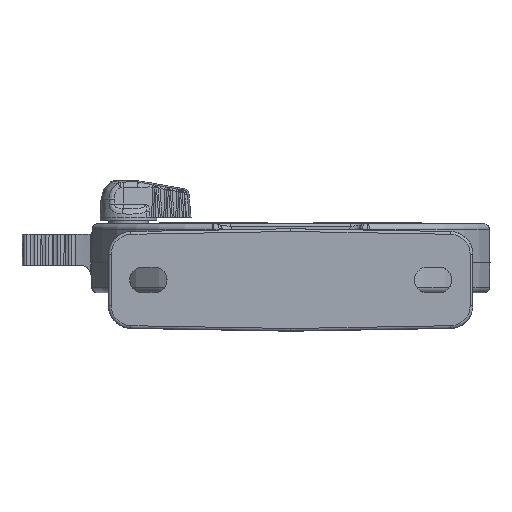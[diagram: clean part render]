
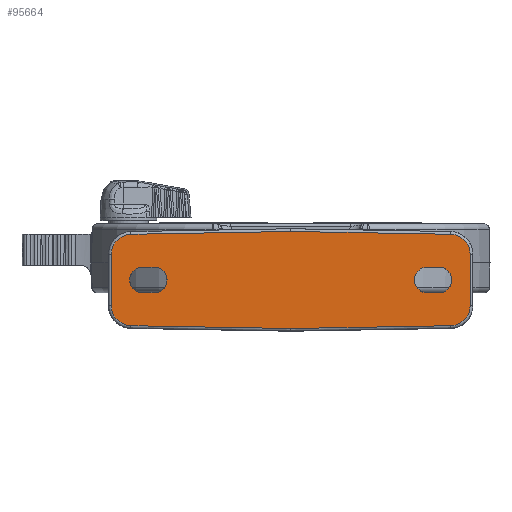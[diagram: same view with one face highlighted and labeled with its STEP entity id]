
A CAD part, left-side view. The second image highlights one B-rep face of the part: STEP entity #95664.
In plain terms, the highlighted planar face has unit normal (-1, 0, 0).
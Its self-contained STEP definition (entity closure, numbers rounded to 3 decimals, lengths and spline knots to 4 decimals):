
#6272=FACE_BOUND('',#40031,.T.);
#6273=FACE_BOUND('',#40032,.T.);
#18187=LINE('',#173356,#26718);
#18190=LINE('',#173373,#26721);
#18192=LINE('',#173384,#26723);
#18193=LINE('',#173388,#26724);
#18196=LINE('',#173403,#26727);
#18198=LINE('',#173412,#26729);
#18220=LINE('',#173476,#26751);
#18221=LINE('',#173479,#26752);
#18222=LINE('',#173484,#26753);
#18223=LINE('',#173487,#26754);
#26718=VECTOR('',#118332,0.3937);
#26721=VECTOR('',#118351,0.3937);
#26723=VECTOR('',#118363,0.3937);
#26724=VECTOR('',#118368,0.3937);
#26727=VECTOR('',#118385,0.3937);
#26729=VECTOR('',#118397,0.3937);
#26751=VECTOR('',#118449,0.3937);
#26752=VECTOR('',#118452,0.3937);
#26753=VECTOR('',#118455,0.3937);
#26754=VECTOR('',#118458,0.3937);
#29608=PLANE('',#100598);
#34502=FACE_OUTER_BOUND('',#40030,.T.);
#40030=EDGE_LOOP('',(#89619,#89620,#89621,#89622,#89623,#89624,#89625,#89626,
#89627,#89628));
#40031=EDGE_LOOP('',(#89629,#89630,#89631,#89632));
#40032=EDGE_LOOP('',(#89633,#89634,#89635,#89636));
#41365=CIRCLE('',#100563,0.22);
#41369=CIRCLE('',#100569,0.22);
#41373=CIRCLE('',#100577,0.22);
#41377=CIRCLE('',#100583,0.22);
#41378=CIRCLE('',#100599,0.1425);
#41379=CIRCLE('',#100600,0.1425);
#41380=CIRCLE('',#100601,0.1425);
#41381=CIRCLE('',#100602,0.1425);
#49937=VERTEX_POINT('',#173354);
#49938=VERTEX_POINT('',#173355);
#49941=VERTEX_POINT('',#173363);
#49943=VERTEX_POINT('',#173369);
#49945=VERTEX_POINT('',#173375);
#49948=VERTEX_POINT('',#173383);
#49949=VERTEX_POINT('',#173387);
#49951=VERTEX_POINT('',#173393);
#49953=VERTEX_POINT('',#173399);
#49955=VERTEX_POINT('',#173405);
#49981=VERTEX_POINT('',#173472);
#49982=VERTEX_POINT('',#173473);
#49983=VERTEX_POINT('',#173475);
#49984=VERTEX_POINT('',#173477);
#49985=VERTEX_POINT('',#173480);
#49986=VERTEX_POINT('',#173481);
#49987=VERTEX_POINT('',#173483);
#49988=VERTEX_POINT('',#173485);
#63180=EDGE_CURVE('',#49937,#49938,#18187,.T.);
#63186=EDGE_CURVE('',#49938,#49941,#41365,.T.);
#63189=EDGE_CURVE('',#49941,#49943,#18190,.T.);
#63192=EDGE_CURVE('',#49943,#49945,#41369,.T.);
#63194=EDGE_CURVE('',#49945,#49948,#18192,.T.);
#63196=EDGE_CURVE('',#49948,#49949,#18193,.T.);
#63201=EDGE_CURVE('',#49949,#49951,#41373,.T.);
#63204=EDGE_CURVE('',#49951,#49953,#18196,.T.);
#63207=EDGE_CURVE('',#49953,#49955,#41377,.T.);
#63209=EDGE_CURVE('',#49955,#49937,#18198,.T.);
#63239=EDGE_CURVE('',#49981,#49982,#41378,.T.);
#63240=EDGE_CURVE('',#49982,#49983,#18220,.T.);
#63241=EDGE_CURVE('',#49983,#49984,#41379,.T.);
#63242=EDGE_CURVE('',#49984,#49981,#18221,.T.);
#63243=EDGE_CURVE('',#49985,#49986,#41380,.T.);
#63244=EDGE_CURVE('',#49986,#49987,#18222,.T.);
#63245=EDGE_CURVE('',#49987,#49988,#41381,.T.);
#63246=EDGE_CURVE('',#49988,#49985,#18223,.T.);
#89619=ORIENTED_EDGE('',*,*,#63180,.F.);
#89620=ORIENTED_EDGE('',*,*,#63209,.F.);
#89621=ORIENTED_EDGE('',*,*,#63207,.F.);
#89622=ORIENTED_EDGE('',*,*,#63204,.F.);
#89623=ORIENTED_EDGE('',*,*,#63201,.F.);
#89624=ORIENTED_EDGE('',*,*,#63196,.F.);
#89625=ORIENTED_EDGE('',*,*,#63194,.F.);
#89626=ORIENTED_EDGE('',*,*,#63192,.F.);
#89627=ORIENTED_EDGE('',*,*,#63189,.F.);
#89628=ORIENTED_EDGE('',*,*,#63186,.F.);
#89629=ORIENTED_EDGE('',*,*,#63239,.T.);
#89630=ORIENTED_EDGE('',*,*,#63240,.T.);
#89631=ORIENTED_EDGE('',*,*,#63241,.T.);
#89632=ORIENTED_EDGE('',*,*,#63242,.T.);
#89633=ORIENTED_EDGE('',*,*,#63243,.T.);
#89634=ORIENTED_EDGE('',*,*,#63244,.T.);
#89635=ORIENTED_EDGE('',*,*,#63245,.T.);
#89636=ORIENTED_EDGE('',*,*,#63246,.T.);
#95664=ADVANCED_FACE('',(#34502,#6272,#6273),#29608,.T.);
#100563=AXIS2_PLACEMENT_3D('',#173367,#118344,#118345);
#100569=AXIS2_PLACEMENT_3D('',#173379,#118358,#118359);
#100577=AXIS2_PLACEMENT_3D('',#173397,#118378,#118379);
#100583=AXIS2_PLACEMENT_3D('',#173409,#118392,#118393);
#100598=AXIS2_PLACEMENT_3D('',#173471,#118445,#118446);
#100599=AXIS2_PLACEMENT_3D('',#173474,#118447,#118448);
#100600=AXIS2_PLACEMENT_3D('',#173478,#118450,#118451);
#100601=AXIS2_PLACEMENT_3D('',#173482,#118453,#118454);
#100602=AXIS2_PLACEMENT_3D('',#173486,#118456,#118457);
#118332=DIRECTION('',(0.,-1.,-0.017));
#118344=DIRECTION('center_axis',(1.,0.,0.));
#118345=DIRECTION('ref_axis',(0.,-0.713,
0.701));
#118351=DIRECTION('',(0.,0.,-1.));
#118358=DIRECTION('center_axis',(1.,0.,0.));
#118359=DIRECTION('ref_axis',(0.,-0.713,
-0.701));
#118363=DIRECTION('',(0.,1.,-0.017));
#118368=DIRECTION('',(0.,1.,0.017));
#118378=DIRECTION('center_axis',(1.,0.,0.));
#118379=DIRECTION('ref_axis',(0.,0.713,-0.701));
#118385=DIRECTION('',(0.,0.,1.));
#118392=DIRECTION('center_axis',(1.,0.,0.));
#118393=DIRECTION('ref_axis',(0.,0.713,0.701));
#118397=DIRECTION('',(0.,-1.,0.017));
#118445=DIRECTION('center_axis',(-1.,0.,0.));
#118446=DIRECTION('ref_axis',(0.,1.,0.));
#118447=DIRECTION('center_axis',(1.,0.,0.));
#118448=DIRECTION('ref_axis',(0.,0.,
1.));
#118449=DIRECTION('',(0.,-1.,0.));
#118450=DIRECTION('center_axis',(1.,0.,0.));
#118451=DIRECTION('ref_axis',(0.,0.,
-1.));
#118452=DIRECTION('',(0.,1.,0.));
#118453=DIRECTION('center_axis',(1.,0.,0.));
#118454=DIRECTION('ref_axis',(0.,0.,
1.));
#118455=DIRECTION('',(0.,1.,0.));
#118456=DIRECTION('center_axis',(1.,0.,0.));
#118457=DIRECTION('ref_axis',(0.,0.,
-1.));
#118458=DIRECTION('',(0.,-1.,0.));
#173354=CARTESIAN_POINT('',(-3.7325,0.,0.345));
#173355=CARTESIAN_POINT('',(-3.7325,-1.7538,0.3144));
#173356=CARTESIAN_POINT('',(-3.7325,-0.3772,0.3384));
#173363=CARTESIAN_POINT('',(-3.7325,-1.97,0.0944));
#173367=CARTESIAN_POINT('Origin',(-3.7325,-1.75,0.0944));
#173369=CARTESIAN_POINT('',(-3.7325,-1.97,-0.4694));
#173373=CARTESIAN_POINT('',(-3.7325,-1.97,0.375));
#173375=CARTESIAN_POINT('',(-3.7325,-1.7538,-0.6894));
#173379=CARTESIAN_POINT('Origin',(-3.7325,-1.75,-0.4694));
#173383=CARTESIAN_POINT('',(-3.7325,0.,-0.72));
#173384=CARTESIAN_POINT('',(-3.7325,-0.387,-0.7132));
#173387=CARTESIAN_POINT('',(-3.7325,1.7538,-0.6894));
#173388=CARTESIAN_POINT('',(-3.7325,0.387,-0.7132));
#173393=CARTESIAN_POINT('',(-3.7325,1.97,-0.4694));
#173397=CARTESIAN_POINT('Origin',(-3.7325,1.75,-0.4694));
#173399=CARTESIAN_POINT('',(-3.7325,1.97,0.0944));
#173403=CARTESIAN_POINT('',(-3.7325,1.97,0.375));
#173405=CARTESIAN_POINT('',(-3.7325,1.7538,0.3144));
#173409=CARTESIAN_POINT('Origin',(-3.7325,1.75,0.0944));
#173412=CARTESIAN_POINT('',(-3.7325,0.3772,0.3384));
#173471=CARTESIAN_POINT('Origin',(-3.7325,0.,0.375));
#173472=CARTESIAN_POINT('',(-3.7325,1.625,-0.33));
#173473=CARTESIAN_POINT('',(-3.7325,1.625,-0.045));
#173474=CARTESIAN_POINT('Origin',(-3.7325,1.625,-0.1875));
#173475=CARTESIAN_POINT('',(-3.7325,1.5,-0.045));
#173476=CARTESIAN_POINT('',(-3.7325,0.8125,-0.045));
#173477=CARTESIAN_POINT('',(-3.7325,1.5,-0.33));
#173478=CARTESIAN_POINT('Origin',(-3.7325,1.5,-0.1875));
#173479=CARTESIAN_POINT('',(-3.7325,0.75,-0.33));
#173480=CARTESIAN_POINT('',(-3.7325,-1.625,-0.045));
#173481=CARTESIAN_POINT('',(-3.7325,-1.625,-0.33));
#173482=CARTESIAN_POINT('Origin',(-3.7325,-1.625,-0.1875));
#173483=CARTESIAN_POINT('',(-3.7325,-1.5,-0.33));
#173484=CARTESIAN_POINT('',(-3.7325,-0.75,-0.33));
#173485=CARTESIAN_POINT('',(-3.7325,-1.5,-0.045));
#173486=CARTESIAN_POINT('Origin',(-3.7325,-1.5,-0.1875));
#173487=CARTESIAN_POINT('',(-3.7325,-0.8125,-0.045));
